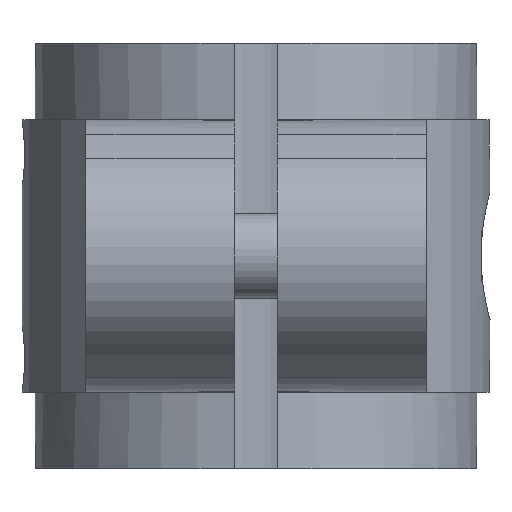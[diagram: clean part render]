
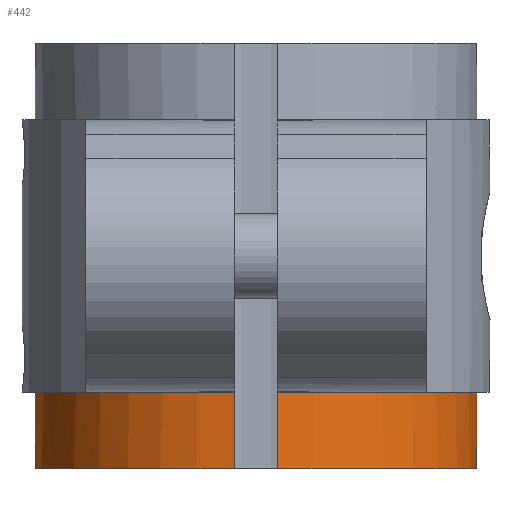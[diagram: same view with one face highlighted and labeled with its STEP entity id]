
A CAD part, left-side view. The second image highlights one B-rep face of the part: STEP entity #442.
In plain terms, the highlighted cylindrical face has radius 26 mm (diameter 52 mm), a partial arc.
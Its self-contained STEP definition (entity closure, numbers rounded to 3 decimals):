
#442 = ADVANCED_FACE( '', ( #974 ), #975, .T. );
#974 = FACE_OUTER_BOUND( '', #1654, .T. );
#975 = CYLINDRICAL_SURFACE( '', #1655, 26. );
#1654 = EDGE_LOOP( '', ( #2611, #2612, #2613, #2614, #2615, #2616, #2617, #2618 ) );
#1655 = AXIS2_PLACEMENT_3D( '', #2619, #2620, #2621 );
#2611 = ORIENTED_EDGE( '', *, *, #4114, .F. );
#2612 = ORIENTED_EDGE( '', *, *, #4115, .F. );
#2613 = ORIENTED_EDGE( '', *, *, #3879, .T. );
#2614 = ORIENTED_EDGE( '', *, *, #4116, .F. );
#2615 = ORIENTED_EDGE( '', *, *, #4117, .F. );
#2616 = ORIENTED_EDGE( '', *, *, #4118, .F. );
#2617 = ORIENTED_EDGE( '', *, *, #4119, .F. );
#2618 = ORIENTED_EDGE( '', *, *, #4120, .T. );
#2619 = CARTESIAN_POINT( '', ( 0., 0., 25. ) );
#2620 = DIRECTION( '', ( 0., 0., 1. ) );
#2621 = DIRECTION( '', ( -1., 0., 0. ) );
#3879 = EDGE_CURVE( '', #4571, #4569, #4572, .T. );
#4114 = EDGE_CURVE( '', #4964, #4965, #4966, .T. );
#4115 = EDGE_CURVE( '', #4571, #4964, #4967, .T. );
#4116 = EDGE_CURVE( '', #4968, #4569, #4969, .T. );
#4117 = EDGE_CURVE( '', #4970, #4968, #4971, .T. );
#4118 = EDGE_CURVE( '', #4972, #4970, #4973, .T. );
#4119 = EDGE_CURVE( '', #4974, #4972, #4975, .F. );
#4120 = EDGE_CURVE( '', #4974, #4965, #4976, .T. );
#4569 = VERTEX_POINT( '', #5552 );
#4571 = VERTEX_POINT( '', #5555 );
#4572 = LINE( '', #5556, #5557 );
#4964 = VERTEX_POINT( '', #6372 );
#4965 = VERTEX_POINT( '', #6373 );
#4966 = LINE( '', #6374, #6375 );
#4967 = CIRCLE( '', #6376, 26. );
#4968 = VERTEX_POINT( '', #6377 );
#4969 = CIRCLE( '', #6378, 26. );
#4970 = VERTEX_POINT( '', #6379 );
#4971 = LINE( '', #6380, #6381 );
#4972 = VERTEX_POINT( '', #6382 );
#4973 = CIRCLE( '', #6383, 26. );
#4974 = VERTEX_POINT( '', #6384 );
#4975 = LINE( '', #6385, #6386 );
#4976 = CIRCLE( '', #6387, 26. );
#5552 = CARTESIAN_POINT( '', ( 23.065, 12., -17.5 ) );
#5555 = CARTESIAN_POINT( '', ( 23.065, 12., -16. ) );
#5556 = CARTESIAN_POINT( '', ( 23.065, 12., 25. ) );
#5557 = VECTOR( '', #7222, 1000. );
#6372 = CARTESIAN_POINT( '', ( -25.88, 2.5, -16. ) );
#6373 = CARTESIAN_POINT( '', ( -25.88, 2.5, -25. ) );
#6374 = CARTESIAN_POINT( '', ( -25.88, 2.5, 25. ) );
#6375 = VECTOR( '', #7480, 1000. );
#6376 = AXIS2_PLACEMENT_3D( '', #7481, #7482, #7483 );
#6377 = CARTESIAN_POINT( '', ( 23.065, -12., -17.5 ) );
#6378 = AXIS2_PLACEMENT_3D( '', #7484, #7485, #7486 );
#6379 = CARTESIAN_POINT( '', ( 23.065, -12., -16. ) );
#6380 = CARTESIAN_POINT( '', ( 23.065, -12., 25. ) );
#6381 = VECTOR( '', #7487, 1000. );
#6382 = CARTESIAN_POINT( '', ( -25.88, -2.5, -16. ) );
#6383 = AXIS2_PLACEMENT_3D( '', #7488, #7489, #7490 );
#6384 = CARTESIAN_POINT( '', ( -25.88, -2.5, -25. ) );
#6385 = CARTESIAN_POINT( '', ( -25.88, -2.5, 25. ) );
#6386 = VECTOR( '', #7491, 1000. );
#6387 = AXIS2_PLACEMENT_3D( '', #7492, #7493, #7494 );
#7222 = DIRECTION( '', ( 0., 0., -1. ) );
#7480 = DIRECTION( '', ( 0., 0., -1. ) );
#7481 = CARTESIAN_POINT( '', ( 0., 0., -16. ) );
#7482 = DIRECTION( '', ( 0., 0., 1. ) );
#7483 = DIRECTION( '', ( 1., 0., 0. ) );
#7484 = CARTESIAN_POINT( '', ( 0., 0., -17.5 ) );
#7485 = DIRECTION( '', ( 0., 0., 1. ) );
#7486 = DIRECTION( '', ( 1., 0., 0. ) );
#7487 = DIRECTION( '', ( 0., 0., -1. ) );
#7488 = CARTESIAN_POINT( '', ( 0., 0., -16. ) );
#7489 = DIRECTION( '', ( 0., 0., 1. ) );
#7490 = DIRECTION( '', ( 1., 0., 0. ) );
#7491 = DIRECTION( '', ( 0., 0., -1. ) );
#7492 = CARTESIAN_POINT( '', ( 0., 0., -25. ) );
#7493 = DIRECTION( '', ( 0., 0., 1. ) );
#7494 = DIRECTION( '', ( 1., 0., 0. ) );
